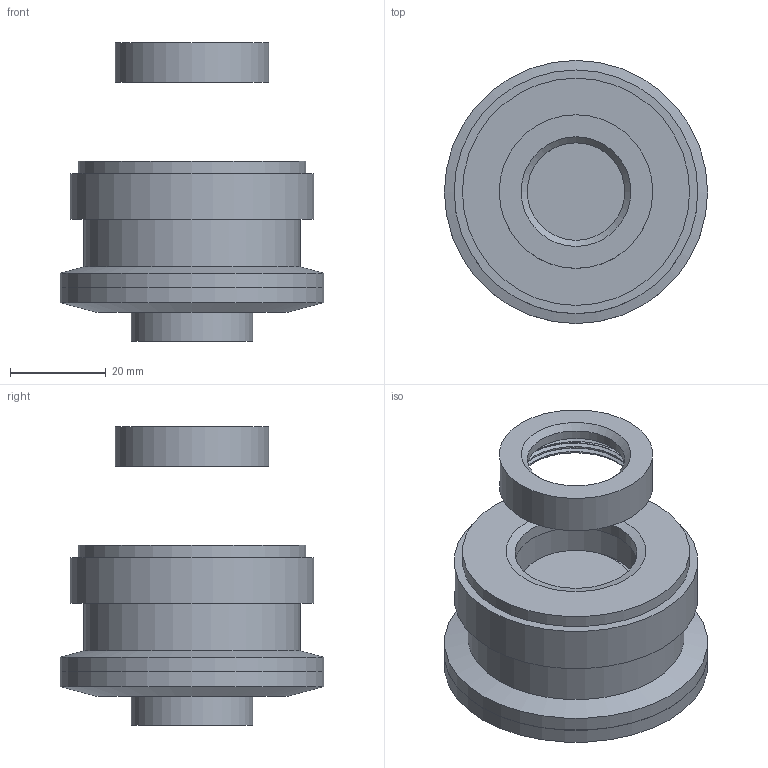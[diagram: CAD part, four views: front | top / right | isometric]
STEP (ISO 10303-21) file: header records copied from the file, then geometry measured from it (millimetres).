
FILE_DESCRIPTION(/* description */ ('STEP AP242','CAx-IF Rec.Pracs.---Representation and Presentation of Product Manufacturing Information (PMI)---4.0---2014-10-13','CAx-IF Rec.Pracs.---3D Tessellated Geometry---0.4---2014-09-14','2;1'),/* implementation_level */ '2;1');
FILE_NAME(/* name */ '680012b90f50eb5e08eed59a',/* time_stamp */ '2025-04-16T20:27:37Z',/* author */ (''),/* organization */ (''),/* preprocessor_version */ 'ST-DEVELOPER v20',/* originating_system */ 'ONSHAPE BY PTC INC, 1.196',/* authorisation */ ' ');
FILE_SCHEMA (('AP242_MANAGED_MODEL_BASED_3D_ENGINEERING_MIM_LF { 1 0 10303 442 1 1 4 }'));
Length unit declared in the file: metre
Products named in the file (7): kf cap; target holder; spacer; target clamp; target; weld in fitting; ground sheild
Bounding box: 54.86 x 54.86 x 62.23 mm (x, y, z)
Volume: 43489.9 mm3; surface area: 30859.2 mm2
Topology: 7 solids, 7 shells, 101 faces, 226 edges, 147 vertices
Faces by surface type: cylinder 48, plane 26, cone 23, bspline 4
Full cylindrical faces by diameter (mm): 3 x16, 4.763 x2, 20.32 x1, 22.225 x2, 22.86 x1, 25.4 x10, 26.924 x1, 32.004 x1, 35.052 x2, 39.746 x1, 40 x1, 41.402 x2, 45.08 x1, 47.366 x1, 50.8 x1, 54.864 x2
Entity records: 3186 total; most frequent: CARTESIAN_POINT 1294, DIRECTION 386, ORIENTED_EDGE 222, FACE_BOUND 195, AXIS2_PLACEMENT_3D 192, EDGE_LOOP 179, VERTEX_POINT 116, EDGE_CURVE 111
